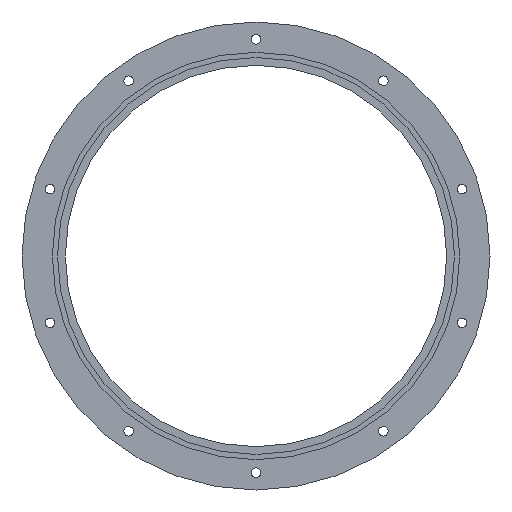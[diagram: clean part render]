
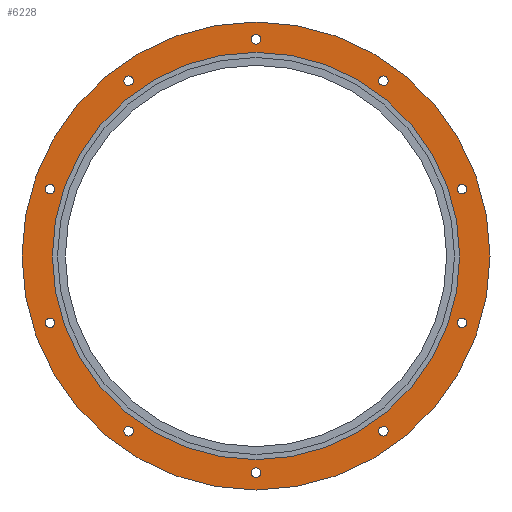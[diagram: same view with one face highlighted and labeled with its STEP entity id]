
A CAD part, front view. The second image highlights one B-rep face of the part: STEP entity #6228.
In plain terms, the highlighted planar face has unit normal (0, -1, 0).
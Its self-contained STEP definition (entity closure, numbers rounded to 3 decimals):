
#475=FACE_BOUND('',#1065,.T.);
#476=FACE_BOUND('',#1066,.T.);
#477=FACE_BOUND('',#1067,.T.);
#478=FACE_BOUND('',#1068,.T.);
#479=FACE_BOUND('',#1069,.T.);
#480=FACE_BOUND('',#1070,.T.);
#481=FACE_BOUND('',#1071,.T.);
#482=FACE_BOUND('',#1072,.T.);
#483=FACE_BOUND('',#1073,.T.);
#484=FACE_BOUND('',#1074,.T.);
#485=FACE_BOUND('',#1075,.T.);
#529=PLANE('',#6606);
#712=FACE_OUTER_BOUND('',#1064,.T.);
#1064=EDGE_LOOP('',(#4316));
#1065=EDGE_LOOP('',(#4317));
#1066=EDGE_LOOP('',(#4318));
#1067=EDGE_LOOP('',(#4319));
#1068=EDGE_LOOP('',(#4320));
#1069=EDGE_LOOP('',(#4321));
#1070=EDGE_LOOP('',(#4322));
#1071=EDGE_LOOP('',(#4323));
#1072=EDGE_LOOP('',(#4324));
#1073=EDGE_LOOP('',(#4325));
#1074=EDGE_LOOP('',(#4326));
#1075=EDGE_LOOP('',(#4327));
#2689=CIRCLE('',#6603,117.5);
#2691=CIRCLE('',#6607,135.);
#2692=CIRCLE('',#6608,2.75);
#2693=CIRCLE('',#6609,2.75);
#2694=CIRCLE('',#6610,2.75);
#2695=CIRCLE('',#6611,2.75);
#2696=CIRCLE('',#6612,2.75);
#2697=CIRCLE('',#6613,2.75);
#2698=CIRCLE('',#6614,2.75);
#2699=CIRCLE('',#6615,2.75);
#2700=CIRCLE('',#6616,2.75);
#2701=CIRCLE('',#6617,2.75);
#2723=VERTEX_POINT('',#7916);
#2725=VERTEX_POINT('',#7923);
#2726=VERTEX_POINT('',#7925);
#2727=VERTEX_POINT('',#7927);
#2728=VERTEX_POINT('',#7929);
#2729=VERTEX_POINT('',#7931);
#2730=VERTEX_POINT('',#7933);
#2731=VERTEX_POINT('',#7935);
#2732=VERTEX_POINT('',#7937);
#2733=VERTEX_POINT('',#7939);
#2734=VERTEX_POINT('',#7941);
#2735=VERTEX_POINT('',#7943);
#3358=EDGE_CURVE('',#2723,#2723,#2689,.T.);
#3361=EDGE_CURVE('',#2725,#2725,#2691,.T.);
#3362=EDGE_CURVE('',#2726,#2726,#2692,.T.);
#3363=EDGE_CURVE('',#2727,#2727,#2693,.T.);
#3364=EDGE_CURVE('',#2728,#2728,#2694,.T.);
#3365=EDGE_CURVE('',#2729,#2729,#2695,.T.);
#3366=EDGE_CURVE('',#2730,#2730,#2696,.T.);
#3367=EDGE_CURVE('',#2731,#2731,#2697,.T.);
#3368=EDGE_CURVE('',#2732,#2732,#2698,.T.);
#3369=EDGE_CURVE('',#2733,#2733,#2699,.T.);
#3370=EDGE_CURVE('',#2734,#2734,#2700,.T.);
#3371=EDGE_CURVE('',#2735,#2735,#2701,.T.);
#4316=ORIENTED_EDGE('',*,*,#3361,.F.);
#4317=ORIENTED_EDGE('',*,*,#3362,.T.);
#4318=ORIENTED_EDGE('',*,*,#3363,.T.);
#4319=ORIENTED_EDGE('',*,*,#3364,.T.);
#4320=ORIENTED_EDGE('',*,*,#3365,.T.);
#4321=ORIENTED_EDGE('',*,*,#3366,.T.);
#4322=ORIENTED_EDGE('',*,*,#3367,.T.);
#4323=ORIENTED_EDGE('',*,*,#3368,.T.);
#4324=ORIENTED_EDGE('',*,*,#3369,.T.);
#4325=ORIENTED_EDGE('',*,*,#3370,.T.);
#4326=ORIENTED_EDGE('',*,*,#3371,.T.);
#4327=ORIENTED_EDGE('',*,*,#3358,.T.);
#6228=ADVANCED_FACE('',(#712,#475,#476,#477,#478,#479,#480,#481,#482,#483,
#484,#485),#529,.F.);
#6603=AXIS2_PLACEMENT_3D('',#7917,#6842,#6843);
#6606=AXIS2_PLACEMENT_3D('',#7922,#6849,#6850);
#6607=AXIS2_PLACEMENT_3D('',#7924,#6851,#6852);
#6608=AXIS2_PLACEMENT_3D('',#7926,#6853,#6854);
#6609=AXIS2_PLACEMENT_3D('',#7928,#6855,#6856);
#6610=AXIS2_PLACEMENT_3D('',#7930,#6857,#6858);
#6611=AXIS2_PLACEMENT_3D('',#7932,#6859,#6860);
#6612=AXIS2_PLACEMENT_3D('',#7934,#6861,#6862);
#6613=AXIS2_PLACEMENT_3D('',#7936,#6863,#6864);
#6614=AXIS2_PLACEMENT_3D('',#7938,#6865,#6866);
#6615=AXIS2_PLACEMENT_3D('',#7940,#6867,#6868);
#6616=AXIS2_PLACEMENT_3D('',#7942,#6869,#6870);
#6617=AXIS2_PLACEMENT_3D('',#7944,#6871,#6872);
#6842=DIRECTION('center_axis',(0.,1.,0.));
#6843=DIRECTION('ref_axis',(1.,0.,0.));
#6849=DIRECTION('center_axis',(0.,1.,0.));
#6850=DIRECTION('ref_axis',(0.,0.,1.));
#6851=DIRECTION('center_axis',(0.,1.,0.));
#6852=DIRECTION('ref_axis',(-1.,0.,0.));
#6853=DIRECTION('center_axis',(0.,1.,0.));
#6854=DIRECTION('ref_axis',(1.,0.,0.));
#6855=DIRECTION('center_axis',(0.,1.,0.));
#6856=DIRECTION('ref_axis',(0.809,0.,-0.588));
#6857=DIRECTION('center_axis',(0.,1.,0.));
#6858=DIRECTION('ref_axis',(0.309,0.,-0.951));
#6859=DIRECTION('center_axis',(0.,1.,0.));
#6860=DIRECTION('ref_axis',(-0.309,0.,-0.951));
#6861=DIRECTION('center_axis',(0.,1.,0.));
#6862=DIRECTION('ref_axis',(-0.809,0.,-0.588));
#6863=DIRECTION('center_axis',(0.,1.,0.));
#6864=DIRECTION('ref_axis',(-1.,0.,0.));
#6865=DIRECTION('center_axis',(0.,1.,0.));
#6866=DIRECTION('ref_axis',(-0.809,0.,0.588));
#6867=DIRECTION('center_axis',(0.,1.,0.));
#6868=DIRECTION('ref_axis',(-0.309,0.,0.951));
#6869=DIRECTION('center_axis',(0.,1.,0.));
#6870=DIRECTION('ref_axis',(0.309,0.,0.951));
#6871=DIRECTION('center_axis',(0.,1.,0.));
#6872=DIRECTION('ref_axis',(0.809,0.,0.588));
#7916=CARTESIAN_POINT('',(-117.5,0.,0.));
#7917=CARTESIAN_POINT('Origin',(0.,0.,0.));
#7922=CARTESIAN_POINT('Origin',(0.,0.,0.));
#7923=CARTESIAN_POINT('',(135.,0.,0.));
#7924=CARTESIAN_POINT('Origin',(0.,0.,0.));
#7925=CARTESIAN_POINT('',(-2.75,0.,-125.));
#7926=CARTESIAN_POINT('Origin',(0.,0.,-125.));
#7927=CARTESIAN_POINT('',(-75.698,0.,-99.511));
#7928=CARTESIAN_POINT('Origin',(-73.473,0.,-101.127));
#7929=CARTESIAN_POINT('',(-119.732,0.,-36.012));
#7930=CARTESIAN_POINT('Origin',(-118.882,0.,-38.627));
#7931=CARTESIAN_POINT('',(-118.032,0.,41.243));
#7932=CARTESIAN_POINT('Origin',(-118.882,0.,38.627));
#7933=CARTESIAN_POINT('',(-71.248,0.,102.744));
#7934=CARTESIAN_POINT('Origin',(-73.473,0.,101.127));
#7935=CARTESIAN_POINT('',(2.75,0.,125.));
#7936=CARTESIAN_POINT('Origin',(0.,0.,125.));
#7937=CARTESIAN_POINT('',(75.698,0.,99.511));
#7938=CARTESIAN_POINT('Origin',(73.473,0.,101.127));
#7939=CARTESIAN_POINT('',(119.732,0.,36.012));
#7940=CARTESIAN_POINT('Origin',(118.882,0.,38.627));
#7941=CARTESIAN_POINT('',(118.032,0.,-41.243));
#7942=CARTESIAN_POINT('Origin',(118.882,0.,-38.627));
#7943=CARTESIAN_POINT('',(71.248,0.,-102.744));
#7944=CARTESIAN_POINT('Origin',(73.473,0.,-101.127));
